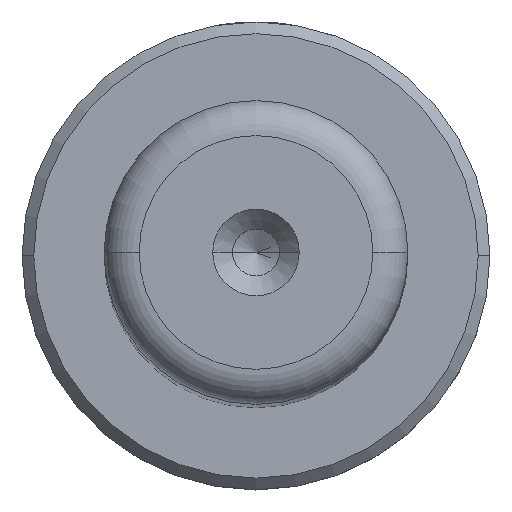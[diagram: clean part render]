
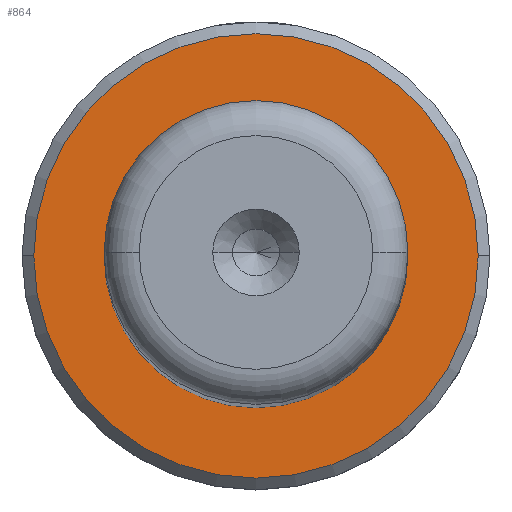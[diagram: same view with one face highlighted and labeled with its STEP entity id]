
A CAD part, top view. The second image highlights one B-rep face of the part: STEP entity #864.
In plain terms, the highlighted planar face has unit normal (0, 0, 1).
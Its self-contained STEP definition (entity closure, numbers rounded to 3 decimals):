
#19 = DIRECTION ( 'NONE',  ( 0., 0., -1. ) ) ;
#114 = CARTESIAN_POINT ( 'NONE',  ( 5.995, 0., 15. ) ) ;
#119 = EDGE_CURVE ( 'NONE', #1711, #1508, #999, .T. ) ;
#172 = CARTESIAN_POINT ( 'NONE',  ( -9.5, 0., 15. ) ) ;
#173 = AXIS2_PLACEMENT_3D ( 'NONE', #577, #1358, #1838 ) ;
#176 = ORIENTED_EDGE ( 'NONE', *, *, #206, .T. ) ;
#206 = EDGE_CURVE ( 'NONE', #1347, #1036, #1221, .T. ) ;
#401 = CARTESIAN_POINT ( 'NONE',  ( 0., 0., 15. ) ) ;
#413 = PLANE ( 'NONE',  #173 ) ;
#478 = AXIS2_PLACEMENT_3D ( 'NONE', #401, #1500, #569 ) ;
#569 = DIRECTION ( 'NONE',  ( 1., 0., 0. ) ) ;
#577 = CARTESIAN_POINT ( 'NONE',  ( 0., 0., 15. ) ) ;
#601 = CARTESIAN_POINT ( 'NONE',  ( 0., 0., 15. ) ) ;
#646 = EDGE_LOOP ( 'NONE', ( #1026, #176 ) ) ;
#674 = FACE_BOUND ( 'NONE', #2016, .T. ) ;
#759 = DIRECTION ( 'NONE',  ( 1., 0., 0. ) ) ;
#775 = CARTESIAN_POINT ( 'NONE',  ( 0., 0., 15. ) ) ;
#785 = AXIS2_PLACEMENT_3D ( 'NONE', #966, #19, #1119 ) ;
#864 = ADVANCED_FACE ( 'NONE', ( #1455, #674 ), #413, .T. ) ;
#925 = DIRECTION ( 'NONE',  ( -1., 0., 0. ) ) ;
#966 = CARTESIAN_POINT ( 'NONE',  ( 0., 0., 15. ) ) ;
#999 = CIRCLE ( 'NONE', #785, 5.995 ) ;
#1026 = ORIENTED_EDGE ( 'NONE', *, *, #1214, .T. ) ;
#1036 = VERTEX_POINT ( 'NONE', #172 ) ;
#1040 = ORIENTED_EDGE ( 'NONE', *, *, #1733, .T. ) ;
#1119 = DIRECTION ( 'NONE',  ( -1., 0., 0. ) ) ;
#1189 = CARTESIAN_POINT ( 'NONE',  ( -5.995, 0., 15. ) ) ;
#1214 = EDGE_CURVE ( 'NONE', #1036, #1347, #1331, .T. ) ;
#1221 = CIRCLE ( 'NONE', #1735, 9.5 ) ;
#1331 = CIRCLE ( 'NONE', #478, 9.5 ) ;
#1347 = VERTEX_POINT ( 'NONE', #1981 ) ;
#1358 = DIRECTION ( 'NONE',  ( 0., 0., 1. ) ) ;
#1455 = FACE_OUTER_BOUND ( 'NONE', #646, .T. ) ;
#1500 = DIRECTION ( 'NONE',  ( 0., 0., 1. ) ) ;
#1508 = VERTEX_POINT ( 'NONE', #1189 ) ;
#1682 = CIRCLE ( 'NONE', #1879, 5.995 ) ;
#1705 = DIRECTION ( 'NONE',  ( 0., 0., 1. ) ) ;
#1711 = VERTEX_POINT ( 'NONE', #114 ) ;
#1733 = EDGE_CURVE ( 'NONE', #1508, #1711, #1682, .T. ) ;
#1735 = AXIS2_PLACEMENT_3D ( 'NONE', #601, #1705, #759 ) ;
#1838 = DIRECTION ( 'NONE',  ( 1., 0., 0. ) ) ;
#1879 = AXIS2_PLACEMENT_3D ( 'NONE', #775, #1881, #925 ) ;
#1881 = DIRECTION ( 'NONE',  ( 0., 0., -1. ) ) ;
#1981 = CARTESIAN_POINT ( 'NONE',  ( 9.5, 0., 15. ) ) ;
#2016 = EDGE_LOOP ( 'NONE', ( #2043, #1040 ) ) ;
#2043 = ORIENTED_EDGE ( 'NONE', *, *, #119, .T. ) ;
